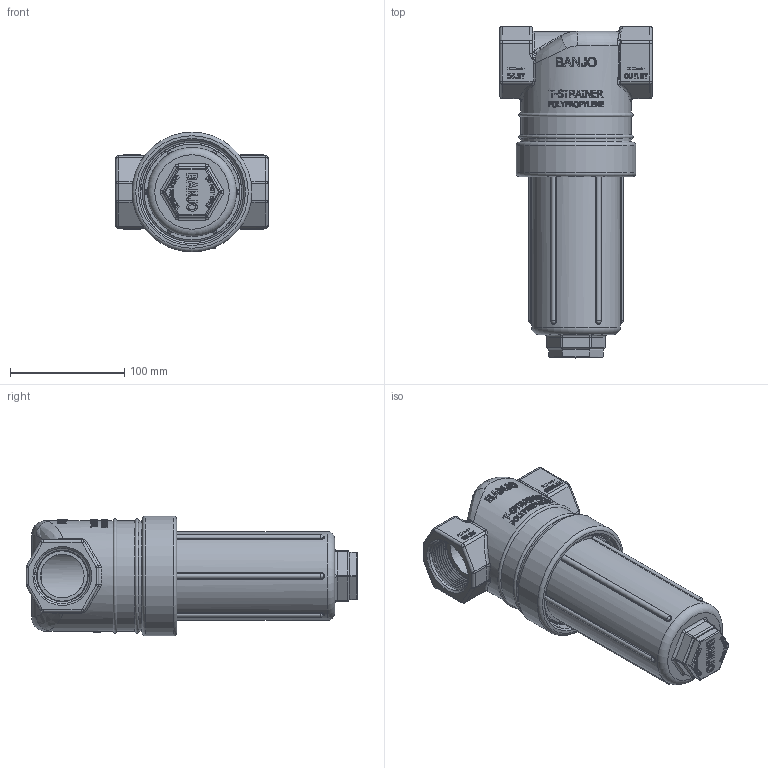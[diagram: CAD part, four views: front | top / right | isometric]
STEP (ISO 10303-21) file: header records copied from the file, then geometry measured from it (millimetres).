
FILE_DESCRIPTION(/* description */ ('1-1/2" POLY T STRAINER 50 MESH '),/* implementation_level */ '2;1');
FILE_NAME(/* name */ 'LST150-50.stp',/* time_stamp */ '2018-08-24T10:42:58-04:00',/* author */ ('MJC'),/* organization */ (''),/* preprocessor_version */ 'ST-DEVELOPER v17',/* originating_system */ 'Autodesk Inventor 2018',/* authorisation */ '');
FILE_SCHEMA (('AUTOMOTIVE_DESIGN { 1 0 10303 214 3 1 1 }'));
Length unit declared in the file: inch
Products named in the file (10): LST150-50; CE050D; LST1300D; LST150-B; LST150-XB; LSQ200-R; LSQ200-PL; LST150-G; LST150-H; LST1550
Assembly tree (9 placements, depth 3):
  LST150-50
    CE050D
    LST1300D
    LST150-B
      LST150-XB
      LSQ200-R
      LSQ200-PL
    LST150-G
    LST150-H
    LST1550
Bounding box: 133.35 x 290.39 x 104.78 mm (x, y, z)
Volume: 811995.7 mm3; surface area: 311036.1 mm2
Topology: 8 solids, 8 shells, 3120 faces, 8313 edges, 5440 vertices
Faces by surface type: plane 1691, bspline 1023, cylinder 290, torus 48, cone 46, sphere 22
Full cylindrical faces by diameter (mm): 12.7 x1, 19.05 x1, 33.401 x1, 38.1 x2, 45.974 x1, 50.8 x1, 51.054 x1, 56.388 x1, 57.404 x1, 57.531 x1, 57.658 x2, 65.087 x1, 66.548 x1, 72.898 x1, 77.216 x1, 77.787 x1, 81.026 x1, 83.82 x6, 86.989 x7, 87.255 x4, 90.424 x9, 96.774 x3, 104.775 x1
Entity records: 150019 total; most frequent: CARTESIAN_POINT 77734, ORIENTED_EDGE 16570, DIRECTION 11145, EDGE_CURVE 8285, VERTEX_POINT 5440, LINE 5075, VECTOR 5075, EDGE_LOOP 3391
